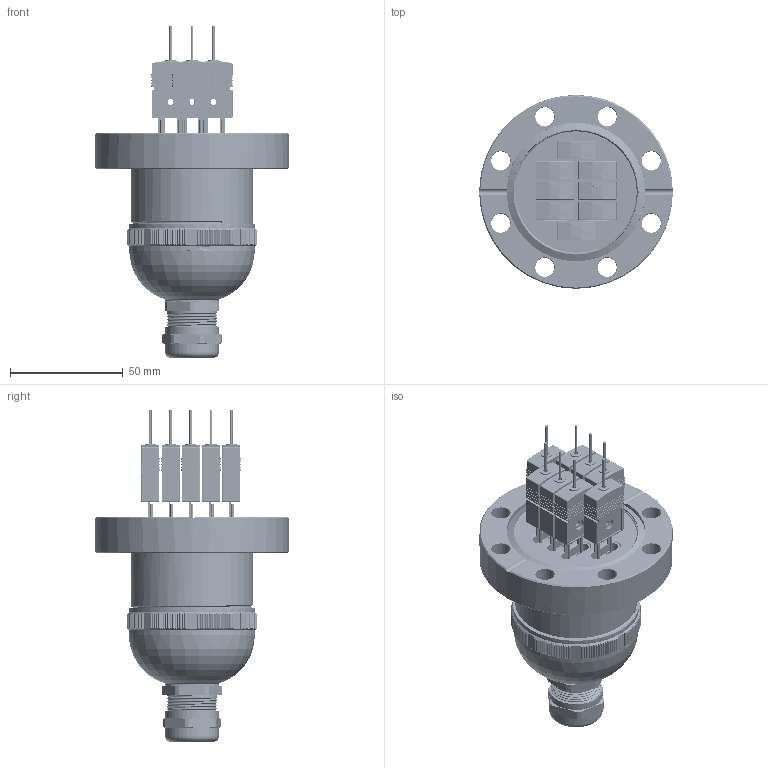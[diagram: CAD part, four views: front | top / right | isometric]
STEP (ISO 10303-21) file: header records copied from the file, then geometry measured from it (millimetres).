
FILE_DESCRIPTION (( 'STEP AP214' ), '1' );
FILE_NAME ('外发模型-Z-TC-CF50-1608K（带尼龙插头+护线筒）.STEP', '2024-08-16T03:58:49', ( '' ), ( '' ), 'SwSTEP 2.0', 'SolidWorks 2020', '' );
FILE_SCHEMA (( 'AUTOMOTIVE_DESIGN' ));
Length unit declared in the file: millimetre
Products named in the file (16): NDL-L207-08K+; 外发模型-Z-TC-CF50-1608K（带尼龙插头+护线筒）; 誘盄芠俋褲-CPC-M54D14-L50; 囀郋彶踡蛈 10-14; FL-CF50-D54; 囀郋躇猾杶 10-14; 俋楷耀倰-Z-TC-D54-1608K-2; 誘盄芠囀郋-FTL14-M20NX; 外发模型-TC-16464L35（T插头）; 誘盄芠蹟簽-LT14-PG16; SMPW-K-F; 誘盄芠-CPC-M54D14-L50; FL-TC-D54-1608K-2; 錨璃8^俋楷耀倰-TC-16464L35; 俋楷耀倰-TC-16464L35; NDL-L207-08K-
Assembly tree (25 placements, depth 5):
  外发模型-Z-TC-CF50-1608K（带尼龙插头+护线筒）
    FL-CF50-D54
    俋楷耀倰-Z-TC-D54-1608K-2
      FL-TC-D54-1608K-2
      外发模型-TC-16464L35（T插头）  x8
        俋楷耀倰-TC-16464L35
          錨璃8^俋楷耀倰-TC-16464L35
        NDL-L207-08K-
        NDL-L207-08K+
        SMPW-K-F
      誘盄芠-CPC-M54D14-L50
        誘盄芠俋褲-CPC-M54D14-L50
        誘盄芠囀郋-FTL14-M20NX
          誘盄芠蹟簽-LT14-PG16
          囀郋躇猾杶 10-14
          囀郋彶踡蛈 10-14
Bounding box: 86 x 86 x 147.48 mm (x, y, z)
Volume: 141424.1 mm3; surface area: 114719.7 mm2
Topology: 158 solids, 158 shells, 6588 faces, 17453 edges, 11722 vertices
Faces by surface type: plane 4370, cylinder 1661, bspline 282, torus 214, cone 61
Full cylindrical faces by diameter (mm): 1.2 x16, 1.27 x32, 1.3 x16, 2 x16, 2.6 x16, 3.533 x32, 3.8 x32, 4.6 x32, 5 x48, 5.5 x32, 8.4 x8, 14.2 x2, 14.5 x1, 17.4 x2, 19.2 x1, 19.3 x1, 19.7 x1, 20 x1, 23.7 x3, 50.5 x1, 52.5 x1, 54 x5, 54.5 x1, 56 x2, 61.6 x1, 86 x1
Entity records: 54068 total; most frequent: CARTESIAN_POINT 21811, ORIENTED_EDGE 7122, DIRECTION 5687, EDGE_CURVE 3561, VERTEX_POINT 2577, AXIS2_PLACEMENT_3D 2009, VECTOR 1669, LINE 1669
